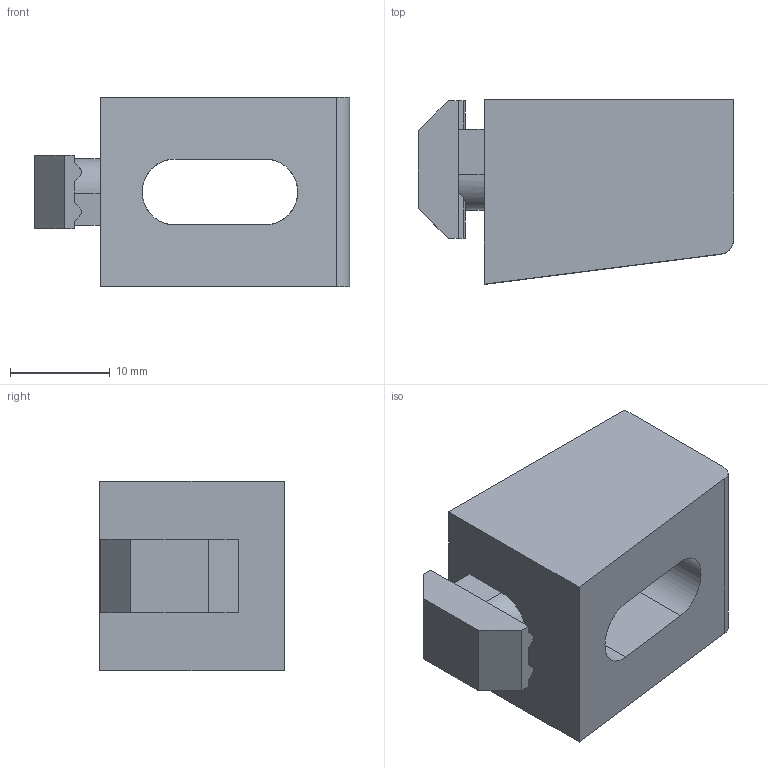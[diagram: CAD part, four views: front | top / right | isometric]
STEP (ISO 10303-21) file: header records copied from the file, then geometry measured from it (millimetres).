
FILE_DESCRIPTION (( 'STEP AP214' ), '1' );
FILE_NAME ('094002m5.STEP', '2014-07-14T13:41:12', ( 'install' ), ( '' ), 'SwSTEP 2.0', 'SolidWorks 2014', '' );
FILE_SCHEMA (( 'AUTOMOTIVE_DESIGN' ));
Length unit declared in the file: millimetre
Products named in the file (1): 094002m5
Bounding box: 31.6 x 18.5 x 19 mm (x, y, z)
Volume: 6917.5 mm3; surface area: 3209 mm2
Topology: 1 solids, 1 shells, 40 faces, 111 edges, 74 vertices
Faces by surface type: plane 31, cylinder 9
Entity records: 1323 total; most frequent: CARTESIAN_POINT 262, ORIENTED_EDGE 222, DIRECTION 201, EDGE_CURVE 111, VECTOR 87, LINE 87, VERTEX_POINT 74, AXIS2_PLACEMENT_3D 57
